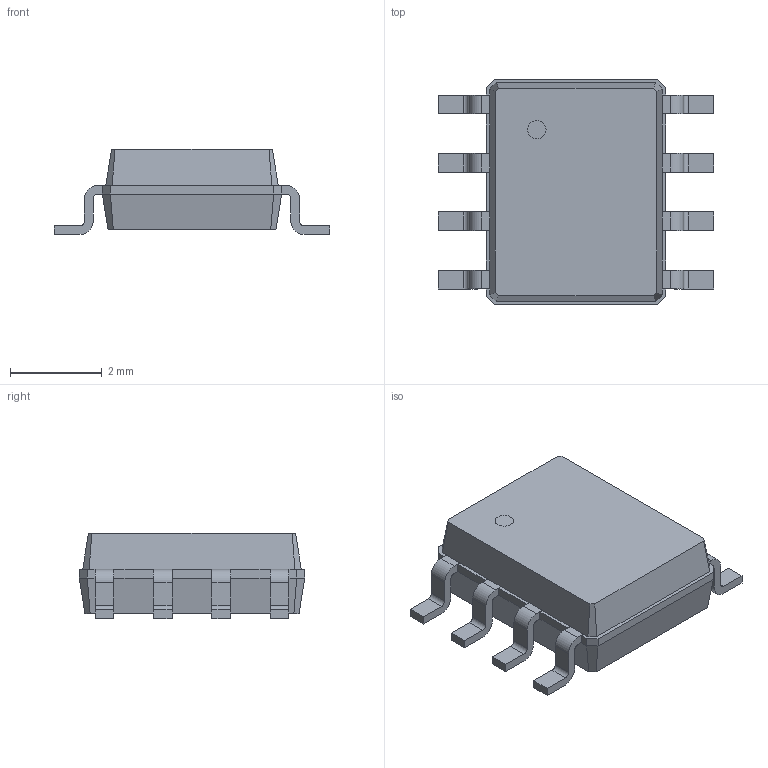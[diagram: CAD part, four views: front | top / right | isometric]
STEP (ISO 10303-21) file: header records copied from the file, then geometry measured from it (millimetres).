
FILE_DESCRIPTION(/* description */ ('model of SO-8_3.9x4.9mm_P1.27mm'),/* implementation_level */ '2;1');
FILE_NAME(/* name */ 'SO-8_3.9x4.9mm_P1.27mm.step',/* time_stamp */ '2023-01-12T11:47:03',/* author */ ('KiCAD','kicad'),/* organization */ ('OCCT'),/* preprocessor_version */ '',/* originating_system */ 'KiCAD',/* authorisation */ '');
FILE_SCHEMA(('AUTOMOTIVE_DESIGN { 1 0 10303 214 1 1 1 1 }'));
Length unit declared in the file: millimetre
Products named in the file (9): CQ assembly; 729b06ae-9266-11ed-9e62-a0cec80452fd; 729b06ae-9266-11ed-9e62-a0cec80452fd_part; 729b0bae-9266-11ed-9e62-a0cec80452fd; 729b0bae-9266-11ed-9e62-a0cec80452fd_part; 729b0e92-9266-11ed-9e62-a0cec80452fd; 729b0e92-9266-11ed-9e62-a0cec80452fd_part; 729b1108-9266-11ed-9e62-a0cec80452fd; 729b1108-9266-11ed-9e62-a0cec80452fd_part
Assembly tree (8 placements, depth 4):
  CQ assembly
    729b06ae-9266-11ed-9e62-a0cec80452fd
      729b06ae-9266-11ed-9e62-a0cec80452fd_part
      729b0bae-9266-11ed-9e62-a0cec80452fd
        729b0bae-9266-11ed-9e62-a0cec80452fd_part
      729b0e92-9266-11ed-9e62-a0cec80452fd
        729b0e92-9266-11ed-9e62-a0cec80452fd_part
      729b1108-9266-11ed-9e62-a0cec80452fd
        729b1108-9266-11ed-9e62-a0cec80452fd_part
Bounding box: 6 x 4.91 x 1.85 mm (x, y, z)
Volume: 31.9 mm3; surface area: 84.3 mm2
Topology: 10 solids, 10 shells, 199 faces, 494 edges, 316 vertices
Faces by surface type: plane 149, cylinder 34, bspline 16
Full cylindrical faces by diameter (mm): 0.4 x2
Entity records: 5984 total; most frequent: CARTESIAN_POINT 1090, ORIENTED_EDGE 988, DIRECTION 922, EDGE_CURVE 494, LINE 402, VECTOR 402, VERTEX_POINT 316, AXIS2_PLACEMENT_3D 260
